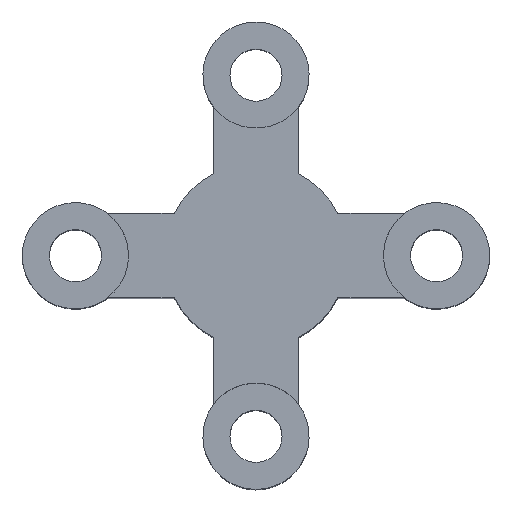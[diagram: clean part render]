
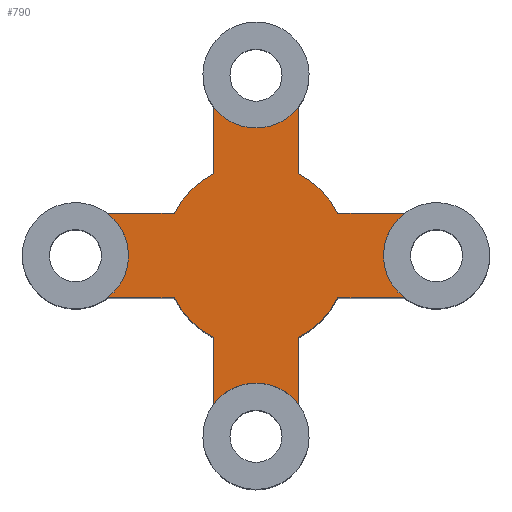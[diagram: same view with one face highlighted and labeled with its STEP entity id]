
A CAD part, top view. The second image highlights one B-rep face of the part: STEP entity #790.
In plain terms, the highlighted planar face has unit normal (0, 0, 1).
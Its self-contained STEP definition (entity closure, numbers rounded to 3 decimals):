
#48=PLANE('',#889);
#93=FACE_OUTER_BOUND('',#147,.T.);
#147=EDGE_LOOP('',(#710,#711,#712,#713,#714,#715,#716,#717,#718,#719,#720,
#721,#722,#723,#724,#725));
#148=CIRCLE('',#806,6.339);
#153=CIRCLE('',#813,6.339);
#156=CIRCLE('',#818,6.339);
#160=CIRCLE('',#824,6.339);
#184=CIRCLE('',#875,11.);
#185=CIRCLE('',#879,11.);
#186=CIRCLE('',#883,11.);
#187=CIRCLE('',#887,11.);
#242=LINE('',#1317,#312);
#245=LINE('',#1324,#315);
#246=LINE('',#1327,#316);
#249=LINE('',#1334,#319);
#250=LINE('',#1337,#320);
#253=LINE('',#1344,#323);
#254=LINE('',#1347,#324);
#257=LINE('',#1354,#327);
#312=VECTOR('',#1084,10.);
#315=VECTOR('',#1093,10.);
#316=VECTOR('',#1096,10.);
#319=VECTOR('',#1105,10.);
#320=VECTOR('',#1108,10.);
#323=VECTOR('',#1117,10.);
#324=VECTOR('',#1120,10.);
#327=VECTOR('',#1129,10.);
#329=VERTEX_POINT('',#1135);
#330=VERTEX_POINT('',#1137);
#334=VERTEX_POINT('',#1148);
#336=VERTEX_POINT('',#1152);
#339=VERTEX_POINT('',#1161);
#340=VERTEX_POINT('',#1163);
#344=VERTEX_POINT('',#1174);
#345=VERTEX_POINT('',#1176);
#388=VERTEX_POINT('',#1316);
#389=VERTEX_POINT('',#1320);
#390=VERTEX_POINT('',#1326);
#391=VERTEX_POINT('',#1330);
#392=VERTEX_POINT('',#1336);
#393=VERTEX_POINT('',#1340);
#394=VERTEX_POINT('',#1346);
#395=VERTEX_POINT('',#1350);
#397=EDGE_CURVE('',#330,#329,#148,.T.);
#405=EDGE_CURVE('',#334,#336,#153,.T.);
#409=EDGE_CURVE('',#340,#339,#156,.T.);
#415=EDGE_CURVE('',#345,#344,#160,.T.);
#486=EDGE_CURVE('',#388,#334,#242,.T.);
#488=EDGE_CURVE('',#389,#388,#184,.T.);
#490=EDGE_CURVE('',#344,#389,#245,.T.);
#491=EDGE_CURVE('',#390,#345,#246,.T.);
#493=EDGE_CURVE('',#391,#390,#185,.T.);
#495=EDGE_CURVE('',#329,#391,#249,.T.);
#496=EDGE_CURVE('',#392,#330,#250,.T.);
#498=EDGE_CURVE('',#393,#392,#186,.T.);
#500=EDGE_CURVE('',#339,#393,#253,.T.);
#501=EDGE_CURVE('',#394,#340,#254,.T.);
#503=EDGE_CURVE('',#395,#394,#187,.T.);
#505=EDGE_CURVE('',#336,#395,#257,.T.);
#710=ORIENTED_EDGE('',*,*,#397,.T.);
#711=ORIENTED_EDGE('',*,*,#495,.T.);
#712=ORIENTED_EDGE('',*,*,#493,.T.);
#713=ORIENTED_EDGE('',*,*,#491,.T.);
#714=ORIENTED_EDGE('',*,*,#415,.T.);
#715=ORIENTED_EDGE('',*,*,#490,.T.);
#716=ORIENTED_EDGE('',*,*,#488,.T.);
#717=ORIENTED_EDGE('',*,*,#486,.T.);
#718=ORIENTED_EDGE('',*,*,#405,.T.);
#719=ORIENTED_EDGE('',*,*,#505,.T.);
#720=ORIENTED_EDGE('',*,*,#503,.T.);
#721=ORIENTED_EDGE('',*,*,#501,.T.);
#722=ORIENTED_EDGE('',*,*,#409,.T.);
#723=ORIENTED_EDGE('',*,*,#500,.T.);
#724=ORIENTED_EDGE('',*,*,#498,.T.);
#725=ORIENTED_EDGE('',*,*,#496,.T.);
#790=ADVANCED_FACE('',(#93),#48,.T.);
#806=AXIS2_PLACEMENT_3D('',#1138,#895,#896);
#813=AXIS2_PLACEMENT_3D('',#1154,#912,#913);
#818=AXIS2_PLACEMENT_3D('',#1164,#923,#924);
#824=AXIS2_PLACEMENT_3D('',#1177,#937,#938);
#875=AXIS2_PLACEMENT_3D('',#1321,#1088,#1089);
#879=AXIS2_PLACEMENT_3D('',#1331,#1100,#1101);
#883=AXIS2_PLACEMENT_3D('',#1341,#1112,#1113);
#887=AXIS2_PLACEMENT_3D('',#1351,#1124,#1125);
#889=AXIS2_PLACEMENT_3D('',#1355,#1130,#1131);
#895=DIRECTION('center_axis',(0.,0.,-1.));
#896=DIRECTION('ref_axis',(-1.,0.,0.));
#912=DIRECTION('center_axis',(0.,0.,-1.));
#913=DIRECTION('ref_axis',(-1.,0.,0.));
#923=DIRECTION('center_axis',(0.,0.,-1.));
#924=DIRECTION('ref_axis',(-1.,0.,0.));
#937=DIRECTION('center_axis',(0.,0.,-1.));
#938=DIRECTION('ref_axis',(-1.,0.,0.));
#1084=DIRECTION('',(1.,0.,0.));
#1088=DIRECTION('center_axis',(0.,0.,1.));
#1089=DIRECTION('ref_axis',(1.,0.,0.));
#1093=DIRECTION('',(0.,1.,0.));
#1096=DIRECTION('',(0.,-1.,0.));
#1100=DIRECTION('center_axis',(0.,0.,1.));
#1101=DIRECTION('ref_axis',(1.,0.,0.));
#1105=DIRECTION('',(1.,0.,0.));
#1108=DIRECTION('',(-1.,0.,0.));
#1112=DIRECTION('center_axis',(0.,0.,1.));
#1113=DIRECTION('ref_axis',(1.,0.,0.));
#1117=DIRECTION('',(0.,-1.,0.));
#1120=DIRECTION('',(0.,1.,0.));
#1124=DIRECTION('center_axis',(0.,0.,1.));
#1125=DIRECTION('ref_axis',(1.,0.,0.));
#1129=DIRECTION('',(-1.,0.,0.));
#1130=DIRECTION('center_axis',(0.,0.,1.));
#1131=DIRECTION('ref_axis',(1.,0.,0.));
#1135=CARTESIAN_POINT('',(-197.727,-90.059,60.));
#1137=CARTESIAN_POINT('',(-197.727,-79.941,60.));
#1138=CARTESIAN_POINT('Origin',(-201.548,-85.,60.));
#1148=CARTESIAN_POINT('',(-162.273,-90.059,60.));
#1152=CARTESIAN_POINT('',(-162.273,-79.941,60.));
#1154=CARTESIAN_POINT('Origin',(-158.453,-85.,60.));
#1161=CARTESIAN_POINT('',(-185.059,-67.273,60.));
#1163=CARTESIAN_POINT('',(-174.941,-67.273,60.));
#1164=CARTESIAN_POINT('Origin',(-180.,-63.453,60.));
#1174=CARTESIAN_POINT('',(-174.941,-102.727,60.));
#1176=CARTESIAN_POINT('',(-185.059,-102.727,60.));
#1177=CARTESIAN_POINT('Origin',(-180.,-106.548,60.));
#1316=CARTESIAN_POINT('',(-170.232,-90.059,60.));
#1317=CARTESIAN_POINT('',(-162.273,-90.059,60.));
#1320=CARTESIAN_POINT('',(-174.941,-94.768,60.));
#1321=CARTESIAN_POINT('Origin',(-180.,-85.,60.));
#1324=CARTESIAN_POINT('',(-174.941,-102.727,60.));
#1326=CARTESIAN_POINT('',(-185.059,-94.768,60.));
#1327=CARTESIAN_POINT('',(-185.059,-102.727,60.));
#1330=CARTESIAN_POINT('',(-189.768,-90.059,60.));
#1331=CARTESIAN_POINT('Origin',(-180.,-85.,60.));
#1334=CARTESIAN_POINT('',(-197.727,-90.059,60.));
#1336=CARTESIAN_POINT('',(-189.768,-79.941,60.));
#1337=CARTESIAN_POINT('',(-197.727,-79.941,60.));
#1340=CARTESIAN_POINT('',(-185.059,-75.232,60.));
#1341=CARTESIAN_POINT('Origin',(-180.,-85.,60.));
#1344=CARTESIAN_POINT('',(-185.059,-67.273,60.));
#1346=CARTESIAN_POINT('',(-174.941,-75.232,60.));
#1347=CARTESIAN_POINT('',(-174.941,-67.273,60.));
#1350=CARTESIAN_POINT('',(-170.232,-79.941,60.));
#1351=CARTESIAN_POINT('Origin',(-180.,-85.,60.));
#1354=CARTESIAN_POINT('',(-162.273,-79.941,60.));
#1355=CARTESIAN_POINT('Origin',(-180.,-85.,60.));
